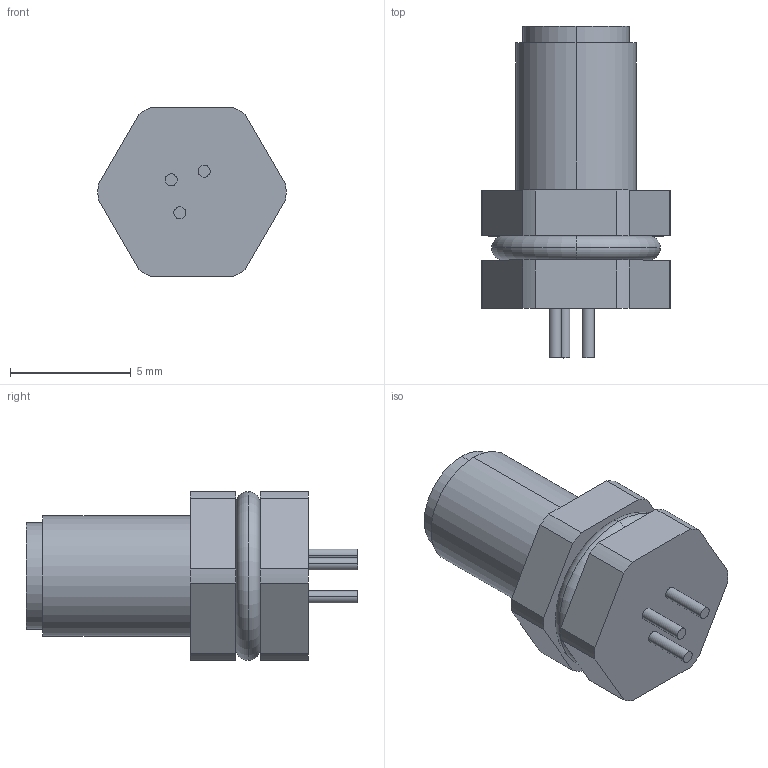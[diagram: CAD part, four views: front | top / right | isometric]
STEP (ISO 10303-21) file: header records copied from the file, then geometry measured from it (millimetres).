
FILE_DESCRIPTION(('FreeCAD Model'),'2;1');
FILE_NAME('Open CASCADE Shape Model','2023-07-05T00:11:08',(''),(''), 'Open CASCADE STEP processor 7.6','FreeCAD','Unknown');
FILE_SCHEMA(('AUTOMOTIVE_DESIGN { 1 0 10303 214 1 1 1 1 }'));
Length unit declared in the file: millimetre
Products named in the file (1): pxmbni05rpm
Bounding box: 7.8 x 13.76 x 7.03 mm (x, y, z)
Volume: 299.4 mm3; surface area: 417.8 mm2
Topology: 1 solids, 1 shells, 61 faces, 142 edges, 94 vertices
Faces by surface type: cylinder 30, plane 27, torus 4
Entity records: 4147 total; most frequent: CARTESIAN_POINT 738, DIRECTION 594, LINE 292, VECTOR 292, ORIENTED_EDGE 284, PCURVE 284, DEFINITIONAL_REPRESENTATION 284, EDGE_CURVE 142
